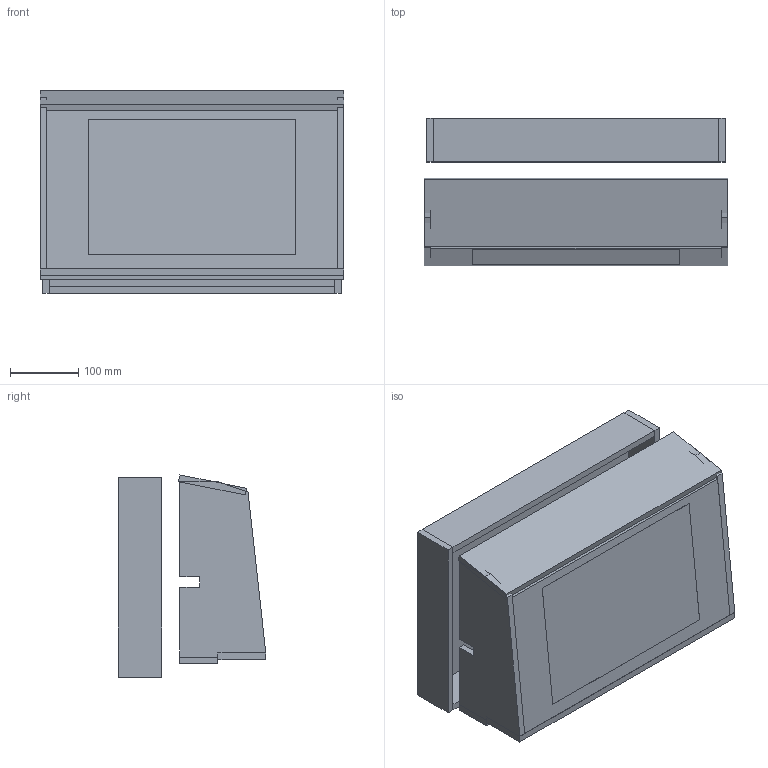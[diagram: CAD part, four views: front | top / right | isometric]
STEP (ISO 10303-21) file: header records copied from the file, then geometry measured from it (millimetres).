
FILE_DESCRIPTION (( 'STEP AP214' ), '1' );
FILE_NAME ('INGUN_112722.STEP', '2022-06-10T09:37:25', ( '' ), ( '' ), 'SwSTEP 2.0', 'SolidWorks 2018', '' );
FILE_SCHEMA (( 'AUTOMOTIVE_DESIGN' ));
Length unit declared in the file: millimetre
Products named in the file (10): 112722_2~0_S; 112722_9~0_S; 112722_1~0_S; 112722_3~0_S; 112722_8~0_S; INGUN_112722; 112722_7~0_S; 112722_5~0_S; 112722_6~0_S; 112722_4~0_S
Assembly tree (11 placements, depth 2):
  INGUN_112722
    112722_1~0_S
    112722_2~0_S
    112722_3~0_S
    112722_4~0_S
    112722_5~0_S
    112722_6~0_S
    112722_7~0_S
    112722_8~0_S  x2
    112722_9~0_S  x2
Bounding box: 445 x 216 x 296.1 mm (x, y, z)
Volume: 4584240.8 mm3; surface area: 1026906.4 mm2
Topology: 11 solids, 11 shells, 90 faces, 198 edges, 132 vertices
Faces by surface type: plane 90
Entity records: 3014 total; most frequent: CARTESIAN_POINT 382, DIRECTION 358, ORIENTED_EDGE 348, LINE 174, VECTOR 174, EDGE_CURVE 174, VERTEX_POINT 116, AXIS2_PLACEMENT_3D 92
